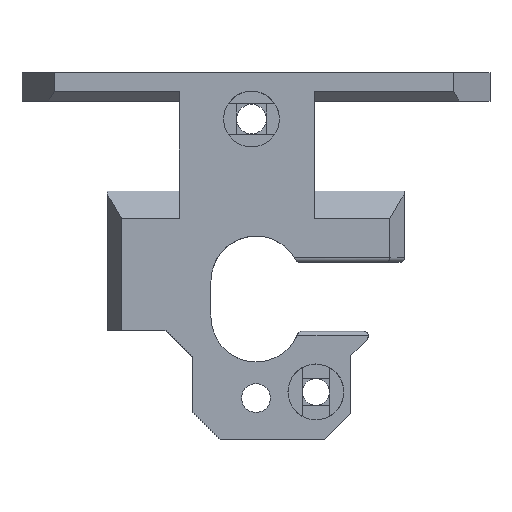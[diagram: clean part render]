
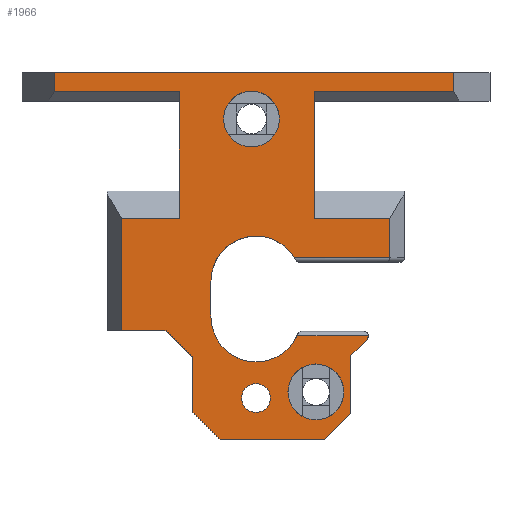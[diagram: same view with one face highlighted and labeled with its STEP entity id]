
A CAD part, top view. The second image highlights one B-rep face of the part: STEP entity #1966.
In plain terms, the highlighted planar face has unit normal (0, 0, 1).
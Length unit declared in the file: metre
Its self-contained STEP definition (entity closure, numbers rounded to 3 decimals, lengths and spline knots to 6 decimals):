
#13=PLANE('',#2092);
#116=CIRCLE('',#2091,0.005);
#117=CIRCLE('',#2093,0.0016);
#118=CIRCLE('',#2094,0.0031);
#119=CIRCLE('',#2095,0.0031);
#120=CIRCLE('',#2096,0.005);
#121=CIRCLE('',#2097,0.0005);
#146=LINE('',#2802,#397);
#147=LINE('',#2804,#398);
#148=LINE('',#2806,#399);
#149=LINE('',#2808,#400);
#150=LINE('',#2810,#401);
#151=LINE('',#2812,#402);
#152=LINE('',#2814,#403);
#153=LINE('',#2816,#404);
#154=LINE('',#2818,#405);
#155=LINE('',#2820,#406);
#156=LINE('',#2822,#407);
#157=LINE('',#2824,#408);
#158=LINE('',#2826,#409);
#159=LINE('',#2828,#410);
#160=LINE('',#2830,#411);
#161=LINE('',#2832,#412);
#162=LINE('',#2834,#413);
#163=LINE('',#2836,#414);
#164=LINE('',#2838,#415);
#165=LINE('',#2840,#416);
#166=LINE('',#2844,#417);
#167=LINE('',#2845,#418);
#397=VECTOR('',#2255,1.);
#398=VECTOR('',#2256,1.);
#399=VECTOR('',#2257,1.);
#400=VECTOR('',#2258,1.);
#401=VECTOR('',#2259,1.);
#402=VECTOR('',#2260,1.);
#403=VECTOR('',#2261,1.);
#404=VECTOR('',#2262,1.);
#405=VECTOR('',#2263,1.);
#406=VECTOR('',#2264,1.);
#407=VECTOR('',#2265,1.);
#408=VECTOR('',#2266,1.);
#409=VECTOR('',#2267,1.);
#410=VECTOR('',#2268,1.);
#411=VECTOR('',#2269,1.);
#412=VECTOR('',#2270,1.);
#413=VECTOR('',#2271,1.);
#414=VECTOR('',#2272,1.);
#415=VECTOR('',#2273,1.);
#416=VECTOR('',#2274,1.);
#417=VECTOR('',#2277,1.);
#418=VECTOR('',#2278,1.);
#652=ORIENTED_EDGE('',*,*,#1228,.F.);
#653=ORIENTED_EDGE('',*,*,#1229,.F.);
#654=ORIENTED_EDGE('',*,*,#1230,.F.);
#655=ORIENTED_EDGE('',*,*,#1231,.F.);
#656=ORIENTED_EDGE('',*,*,#1232,.T.);
#657=ORIENTED_EDGE('',*,*,#1233,.F.);
#658=ORIENTED_EDGE('',*,*,#1234,.F.);
#659=ORIENTED_EDGE('',*,*,#1235,.F.);
#660=ORIENTED_EDGE('',*,*,#1236,.F.);
#661=ORIENTED_EDGE('',*,*,#1237,.F.);
#662=ORIENTED_EDGE('',*,*,#1238,.T.);
#663=ORIENTED_EDGE('',*,*,#1239,.F.);
#664=ORIENTED_EDGE('',*,*,#1240,.F.);
#665=ORIENTED_EDGE('',*,*,#1241,.F.);
#666=ORIENTED_EDGE('',*,*,#1242,.F.);
#667=ORIENTED_EDGE('',*,*,#1243,.F.);
#668=ORIENTED_EDGE('',*,*,#1244,.T.);
#669=ORIENTED_EDGE('',*,*,#1245,.T.);
#670=ORIENTED_EDGE('',*,*,#1246,.F.);
#671=ORIENTED_EDGE('',*,*,#1247,.F.);
#672=ORIENTED_EDGE('',*,*,#1248,.F.);
#673=ORIENTED_EDGE('',*,*,#1249,.F.);
#674=ORIENTED_EDGE('',*,*,#1250,.F.);
#675=ORIENTED_EDGE('',*,*,#1251,.T.);
#676=ORIENTED_EDGE('',*,*,#1252,.T.);
#677=ORIENTED_EDGE('',*,*,#1253,.T.);
#678=ORIENTED_EDGE('',*,*,#1227,.F.);
#679=ORIENTED_EDGE('',*,*,#1254,.F.);
#1227=EDGE_CURVE('',#1515,#1509,#116,.T.);
#1228=EDGE_CURVE('',#1516,#1516,#117,.T.);
#1229=EDGE_CURVE('',#1517,#1517,#118,.T.);
#1230=EDGE_CURVE('',#1518,#1518,#119,.T.);
#1231=EDGE_CURVE('',#1519,#1520,#120,.T.);
#1232=EDGE_CURVE('',#1519,#1521,#146,.F.);
#1233=EDGE_CURVE('',#1522,#1521,#147,.T.);
#1234=EDGE_CURVE('',#1523,#1522,#148,.T.);
#1235=EDGE_CURVE('',#1524,#1523,#149,.T.);
#1236=EDGE_CURVE('',#1525,#1524,#150,.T.);
#1237=EDGE_CURVE('',#1526,#1525,#151,.T.);
#1238=EDGE_CURVE('',#1526,#1527,#152,.T.);
#1239=EDGE_CURVE('',#1528,#1527,#153,.T.);
#1240=EDGE_CURVE('',#1529,#1528,#154,.T.);
#1241=EDGE_CURVE('',#1530,#1529,#155,.T.);
#1242=EDGE_CURVE('',#1531,#1530,#156,.T.);
#1243=EDGE_CURVE('',#1532,#1531,#157,.T.);
#1244=EDGE_CURVE('',#1532,#1533,#158,.T.);
#1245=EDGE_CURVE('',#1533,#1534,#159,.T.);
#1246=EDGE_CURVE('',#1535,#1534,#160,.T.);
#1247=EDGE_CURVE('',#1536,#1535,#161,.T.);
#1248=EDGE_CURVE('',#1537,#1536,#162,.T.);
#1249=EDGE_CURVE('',#1538,#1537,#163,.T.);
#1250=EDGE_CURVE('',#1539,#1538,#164,.T.);
#1251=EDGE_CURVE('',#1539,#1540,#165,.T.);
#1252=EDGE_CURVE('',#1540,#1541,#121,.F.);
#1253=EDGE_CURVE('',#1541,#1509,#166,.F.);
#1254=EDGE_CURVE('',#1520,#1515,#167,.T.);
#1509=VERTEX_POINT('',#2779);
#1515=VERTEX_POINT('',#2790);
#1516=VERTEX_POINT('',#2794);
#1517=VERTEX_POINT('',#2796);
#1518=VERTEX_POINT('',#2798);
#1519=VERTEX_POINT('',#2800);
#1520=VERTEX_POINT('',#2801);
#1521=VERTEX_POINT('',#2803);
#1522=VERTEX_POINT('',#2805);
#1523=VERTEX_POINT('',#2807);
#1524=VERTEX_POINT('',#2809);
#1525=VERTEX_POINT('',#2811);
#1526=VERTEX_POINT('',#2813);
#1527=VERTEX_POINT('',#2815);
#1528=VERTEX_POINT('',#2817);
#1529=VERTEX_POINT('',#2819);
#1530=VERTEX_POINT('',#2821);
#1531=VERTEX_POINT('',#2823);
#1532=VERTEX_POINT('',#2825);
#1533=VERTEX_POINT('',#2827);
#1534=VERTEX_POINT('',#2829);
#1535=VERTEX_POINT('',#2831);
#1536=VERTEX_POINT('',#2833);
#1537=VERTEX_POINT('',#2835);
#1538=VERTEX_POINT('',#2837);
#1539=VERTEX_POINT('',#2839);
#1540=VERTEX_POINT('',#2841);
#1541=VERTEX_POINT('',#2843);
#1704=EDGE_LOOP('',(#652));
#1705=EDGE_LOOP('',(#653));
#1706=EDGE_LOOP('',(#654));
#1707=EDGE_LOOP('',(#655,#656,#657,#658,#659,#660,#661,#662,#663,#664,#665,
#666,#667,#668,#669,#670,#671,#672,#673,#674,#675,#676,#677,#678,#679));
#1828=FACE_BOUND('',#1704,.T.);
#1829=FACE_BOUND('',#1705,.T.);
#1830=FACE_BOUND('',#1706,.T.);
#1831=FACE_BOUND('',#1707,.T.);
#1966=ADVANCED_FACE('',(#1828,#1829,#1830,#1831),#13,.F.);
#2091=AXIS2_PLACEMENT_3D('',#2791,#2243,#2244);
#2092=AXIS2_PLACEMENT_3D('',#2792,#2245,#2246);
#2093=AXIS2_PLACEMENT_3D('',#2793,#2247,#2248);
#2094=AXIS2_PLACEMENT_3D('',#2795,#2249,#2250);
#2095=AXIS2_PLACEMENT_3D('',#2797,#2251,#2252);
#2096=AXIS2_PLACEMENT_3D('',#2799,#2253,#2254);
#2097=AXIS2_PLACEMENT_3D('',#2842,#2275,#2276);
#2243=DIRECTION('',(0.,0.,1.));
#2244=DIRECTION('',(-1.,0.,0.));
#2245=DIRECTION('',(0.,0.,-1.));
#2246=DIRECTION('',(-1.,0.,0.));
#2247=DIRECTION('',(0.,0.,1.));
#2248=DIRECTION('',(-1.,0.,0.));
#2249=DIRECTION('',(0.,0.,1.));
#2250=DIRECTION('',(-1.,0.,0.));
#2251=DIRECTION('',(0.,0.,1.));
#2252=DIRECTION('',(1.,0.,0.));
#2253=DIRECTION('',(0.,0.,1.));
#2254=DIRECTION('',(-1.,0.,0.));
#2255=DIRECTION('',(-1.,0.,0.));
#2256=DIRECTION('',(0.,-1.,0.));
#2257=DIRECTION('',(1.,0.,0.));
#2258=DIRECTION('',(0.,-1.,0.));
#2259=DIRECTION('',(-1.,0.,0.));
#2260=DIRECTION('',(0.,-1.,0.));
#2261=DIRECTION('',(-1.,0.,0.));
#2262=DIRECTION('',(0.,1.,0.));
#2263=DIRECTION('',(-1.,0.,0.));
#2264=DIRECTION('',(0.,1.,0.));
#2265=DIRECTION('',(1.,0.,0.));
#2266=DIRECTION('',(0.,1.,0.));
#2267=DIRECTION('',(1.,0.,0.));
#2268=DIRECTION('',(0.707,-0.707,0.));
#2269=DIRECTION('',(0.,1.,0.));
#2270=DIRECTION('',(-0.707,0.707,0.));
#2271=DIRECTION('',(-1.,0.,0.));
#2272=DIRECTION('',(-0.707,-0.707,0.));
#2273=DIRECTION('',(0.,-1.,0.));
#2274=DIRECTION('',(0.707,0.707,0.));
#2275=DIRECTION('',(0.,0.,-1.));
#2276=DIRECTION('',(-1.,0.,0.));
#2277=DIRECTION('',(1.,0.,0.));
#2278=DIRECTION('',(0.,-1.,0.));
#2779=CARTESIAN_POINT('',(0.201948,0.18081,0.36779));
#2790=CARTESIAN_POINT('',(0.19241,0.18291,0.36779));
#2791=CARTESIAN_POINT('',(0.19741,0.18291,0.36779));
#2792=CARTESIAN_POINT('',(0.21391,0.16091,0.36779));
#2793=CARTESIAN_POINT('',(0.19741,0.17391,0.36779));
#2794=CARTESIAN_POINT('',(0.19581,0.17391,0.36779));
#2795=CARTESIAN_POINT('',(0.19691,0.20491,0.36779));
#2796=CARTESIAN_POINT('',(0.19381,0.20491,0.36779));
#2797=CARTESIAN_POINT('',(0.20406,0.174592,0.36779));
#2798=CARTESIAN_POINT('',(0.20716,0.174592,0.36779));
#2799=CARTESIAN_POINT('',(0.19741,0.18691,0.36779));
#2800=CARTESIAN_POINT('',(0.201681,0.18951,0.36779));
#2801=CARTESIAN_POINT('',(0.19241,0.18691,0.36779));
#2802=CARTESIAN_POINT('',(0.212251,0.18951,0.36779));
#2803=CARTESIAN_POINT('',(0.212251,0.18951,0.36779));
#2804=CARTESIAN_POINT('',(0.212251,0.16091,0.36779));
#2805=CARTESIAN_POINT('',(0.212251,0.193868,0.36779));
#2806=CARTESIAN_POINT('',(0.18891,0.193868,0.36779));
#2807=CARTESIAN_POINT('',(0.20391,0.193868,0.36779));
#2808=CARTESIAN_POINT('',(0.20391,0.16091,0.36779));
#2809=CARTESIAN_POINT('',(0.20391,0.207952,0.36779));
#2810=CARTESIAN_POINT('',(0.21391,0.207952,0.36779));
#2811=CARTESIAN_POINT('',(0.219351,0.207952,0.36779));
#2812=CARTESIAN_POINT('',(0.219351,0.20491,0.36779));
#2813=CARTESIAN_POINT('',(0.219351,0.21008,0.36779));
#2814=CARTESIAN_POINT('',(0.21391,0.21008,0.36779));
#2815=CARTESIAN_POINT('',(0.175009,0.21008,0.36779));
#2816=CARTESIAN_POINT('',(0.175009,0.20491,0.36779));
#2817=CARTESIAN_POINT('',(0.175009,0.207952,0.36779));
#2818=CARTESIAN_POINT('',(0.23391,0.207952,0.36779));
#2819=CARTESIAN_POINT('',(0.18891,0.207952,0.36779));
#2820=CARTESIAN_POINT('',(0.18891,0.16091,0.36779));
#2821=CARTESIAN_POINT('',(0.18891,0.193868,0.36779));
#2822=CARTESIAN_POINT('',(0.21391,0.193868,0.36779));
#2823=CARTESIAN_POINT('',(0.182509,0.193868,0.36779));
#2824=CARTESIAN_POINT('',(0.182509,0.16091,0.36779));
#2825=CARTESIAN_POINT('',(0.182509,0.18141,0.36779));
#2826=CARTESIAN_POINT('',(0.21391,0.18141,0.36779));
#2827=CARTESIAN_POINT('',(0.18741,0.18141,0.36779));
#2828=CARTESIAN_POINT('',(0.21091,0.15791,0.36779));
#2829=CARTESIAN_POINT('',(0.19041,0.17841,0.36779));
#2830=CARTESIAN_POINT('',(0.19041,0.16091,0.36779));
#2831=CARTESIAN_POINT('',(0.19041,0.172319,0.36779));
#2832=CARTESIAN_POINT('',(0.207864,0.154864,0.36779));
#2833=CARTESIAN_POINT('',(0.19341,0.169319,0.36779));
#2834=CARTESIAN_POINT('',(0.21391,0.169319,0.36779));
#2835=CARTESIAN_POINT('',(0.205064,0.169319,0.36779));
#2836=CARTESIAN_POINT('',(0.205282,0.169538,0.36779));
#2837=CARTESIAN_POINT('',(0.20796,0.172215,0.36779));
#2838=CARTESIAN_POINT('',(0.20796,0.16091,0.36779));
#2839=CARTESIAN_POINT('',(0.20796,0.17866,0.36779));
#2840=CARTESIAN_POINT('',(0.20206,0.17276,0.36779));
#2841=CARTESIAN_POINT('',(0.209756,0.180456,0.36779));
#2842=CARTESIAN_POINT('',(0.209403,0.18081,0.36779));
#2843=CARTESIAN_POINT('',(0.209903,0.18081,0.36779));
#2844=CARTESIAN_POINT('',(0.21391,0.18081,0.36779));
#2845=CARTESIAN_POINT('',(0.19241,0.16091,0.36779));
